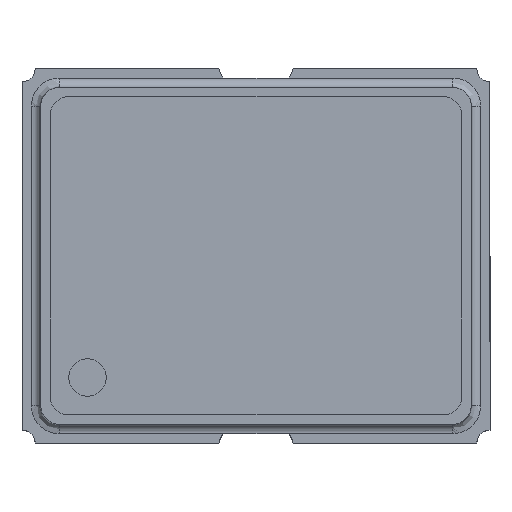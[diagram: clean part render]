
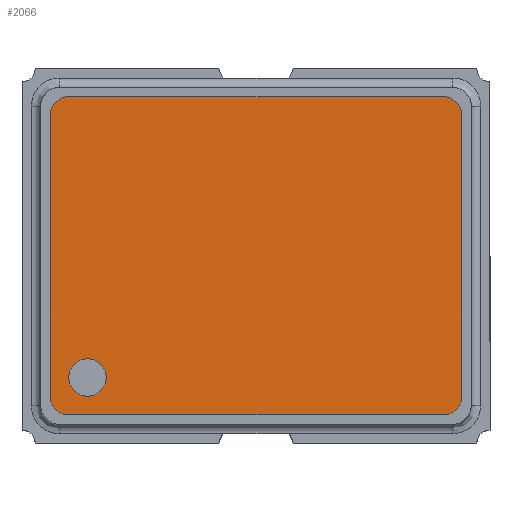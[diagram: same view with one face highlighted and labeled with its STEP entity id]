
A CAD part, top view. The second image highlights one B-rep face of the part: STEP entity #2066.
In plain terms, the highlighted planar face has unit normal (0, 0, 1).
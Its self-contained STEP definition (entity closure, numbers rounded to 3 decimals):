
#5 = DIRECTION ( 'NONE',  ( -1., 0., 0. ) ) ;
#88 = ORIENTED_EDGE ( 'NONE', *, *, #491, .T. ) ;
#89 = CARTESIAN_POINT ( 'NONE',  ( 1., -0.85, 0.95 ) ) ;
#140 = PLANE ( 'NONE',  #2002 ) ;
#212 = DIRECTION ( 'NONE',  ( 0., 0., 1. ) ) ;
#214 = VERTEX_POINT ( 'NONE', #602 ) ;
#217 = EDGE_CURVE ( 'NONE', #2720, #242, #550, .T. ) ;
#242 = VERTEX_POINT ( 'NONE', #473 ) ;
#313 = VERTEX_POINT ( 'NONE', #352 ) ;
#333 = CARTESIAN_POINT ( 'NONE',  ( 1.1, -0.75, 0.95 ) ) ;
#352 = CARTESIAN_POINT ( 'NONE',  ( -1.1, -0.75, 0.95 ) ) ;
#355 = DIRECTION ( 'NONE',  ( 0., 0., 1. ) ) ;
#371 = EDGE_CURVE ( 'NONE', #214, #2720, #2215, .T. ) ;
#387 = DIRECTION ( 'NONE',  ( 0., 0., -1. ) ) ;
#391 = EDGE_CURVE ( 'NONE', #242, #313, #2062, .T. ) ;
#409 = CARTESIAN_POINT ( 'NONE',  ( -1., 0.85, 0.95 ) ) ;
#466 = CARTESIAN_POINT ( 'NONE',  ( -1., -0.65, 0.95 ) ) ;
#473 = CARTESIAN_POINT ( 'NONE',  ( -1.1, 0.75, 0.95 ) ) ;
#491 = EDGE_CURVE ( 'NONE', #2490, #2243, #1462, .T. ) ;
#496 = CARTESIAN_POINT ( 'NONE',  ( 1., -0.75, 0.95 ) ) ;
#505 = AXIS2_PLACEMENT_3D ( 'NONE', #1605, #355, #1152 ) ;
#543 = DIRECTION ( 'NONE',  ( 1., 0., 0. ) ) ;
#550 = CIRCLE ( 'NONE', #1594, 0.1 ) ;
#551 = EDGE_LOOP ( 'NONE', ( #2075, #1059 ) ) ;
#602 = CARTESIAN_POINT ( 'NONE',  ( 1., 0.85, 0.95 ) ) ;
#607 = VECTOR ( 'NONE', #2454, 1000. ) ;
#615 = CARTESIAN_POINT ( 'NONE',  ( -1., -0.75, 0.95 ) ) ;
#681 = EDGE_CURVE ( 'NONE', #1708, #2490, #1493, .T. ) ;
#721 = CARTESIAN_POINT ( 'NONE',  ( -0.9, -0.65, 0.95 ) ) ;
#734 = CIRCLE ( 'NONE', #2262, 0.1 ) ;
#755 = ORIENTED_EDGE ( 'NONE', *, *, #2402, .T. ) ;
#761 = DIRECTION ( 'NONE',  ( 0., 0., -1. ) ) ;
#786 = AXIS2_PLACEMENT_3D ( 'NONE', #721, #761, #543 ) ;
#790 = DIRECTION ( 'NONE',  ( 1., 0., 0. ) ) ;
#902 = EDGE_CURVE ( 'NONE', #313, #1708, #2390, .T. ) ;
#974 = CARTESIAN_POINT ( 'NONE',  ( -1., 0.85, 0.95 ) ) ;
#1059 = ORIENTED_EDGE ( 'NONE', *, *, #1565, .T. ) ;
#1088 = CARTESIAN_POINT ( 'NONE',  ( -0.8, -0.65, 0.95 ) ) ;
#1152 = DIRECTION ( 'NONE',  ( -1., 0., 0. ) ) ;
#1204 = VECTOR ( 'NONE', #1219, 1000. ) ;
#1219 = DIRECTION ( 'NONE',  ( 0., -1., 0. ) ) ;
#1265 = CIRCLE ( 'NONE', #786, 0.1 ) ;
#1274 = EDGE_LOOP ( 'NONE', ( #2723, #2184, #2428, #1507, #88, #1723, #755, #1656 ) ) ;
#1290 = DIRECTION ( 'NONE',  ( 0., 0., 1. ) ) ;
#1462 = CIRCLE ( 'NONE', #2604, 0.1 ) ;
#1479 = DIRECTION ( 'NONE',  ( 1., 0., 0. ) ) ;
#1493 = LINE ( 'NONE', #1928, #2074 ) ;
#1506 = VECTOR ( 'NONE', #5, 1000. ) ;
#1507 = ORIENTED_EDGE ( 'NONE', *, *, #681, .T. ) ;
#1527 = CARTESIAN_POINT ( 'NONE',  ( 1., 0.75, 0.95 ) ) ;
#1565 = EDGE_CURVE ( 'NONE', #1673, #2414, #734, .T. ) ;
#1594 = AXIS2_PLACEMENT_3D ( 'NONE', #2091, #212, #2377 ) ;
#1605 = CARTESIAN_POINT ( 'NONE',  ( -1., -0.75, 0.95 ) ) ;
#1656 = ORIENTED_EDGE ( 'NONE', *, *, #371, .T. ) ;
#1673 = VERTEX_POINT ( 'NONE', #466 ) ;
#1700 = DIRECTION ( 'NONE',  ( -1., 0., 0. ) ) ;
#1708 = VERTEX_POINT ( 'NONE', #2183 ) ;
#1723 = ORIENTED_EDGE ( 'NONE', *, *, #2515, .T. ) ;
#1754 = DIRECTION ( 'NONE',  ( -1., 0., 0. ) ) ;
#1783 = LINE ( 'NONE', #333, #607 ) ;
#1787 = CARTESIAN_POINT ( 'NONE',  ( -0.9, -0.65, 0.95 ) ) ;
#1805 = FACE_OUTER_BOUND ( 'NONE', #1274, .T. ) ;
#1827 = VERTEX_POINT ( 'NONE', #2710 ) ;
#1889 = CARTESIAN_POINT ( 'NONE',  ( -1.1, -0.75, 0.95 ) ) ;
#1928 = CARTESIAN_POINT ( 'NONE',  ( -1., -0.85, 0.95 ) ) ;
#1980 = FACE_BOUND ( 'NONE', #551, .T. ) ;
#2002 = AXIS2_PLACEMENT_3D ( 'NONE', #615, #2311, #790 ) ;
#2062 = LINE ( 'NONE', #1889, #1204 ) ;
#2066 = ADVANCED_FACE ( 'NONE', ( #1805, #1980 ), #140, .T. ) ;
#2074 = VECTOR ( 'NONE', #1479, 1000. ) ;
#2075 = ORIENTED_EDGE ( 'NONE', *, *, #2284, .T. ) ;
#2091 = CARTESIAN_POINT ( 'NONE',  ( -1., 0.75, 0.95 ) ) ;
#2094 = CIRCLE ( 'NONE', #2445, 0.1 ) ;
#2126 = CARTESIAN_POINT ( 'NONE',  ( 1.1, -0.75, 0.95 ) ) ;
#2182 = DIRECTION ( 'NONE',  ( 0., 0., 1. ) ) ;
#2183 = CARTESIAN_POINT ( 'NONE',  ( -1., -0.85, 0.95 ) ) ;
#2184 = ORIENTED_EDGE ( 'NONE', *, *, #391, .T. ) ;
#2215 = LINE ( 'NONE', #974, #1506 ) ;
#2243 = VERTEX_POINT ( 'NONE', #2126 ) ;
#2252 = DIRECTION ( 'NONE',  ( 1., 0., 0. ) ) ;
#2262 = AXIS2_PLACEMENT_3D ( 'NONE', #1787, #387, #2252 ) ;
#2284 = EDGE_CURVE ( 'NONE', #2414, #1673, #1265, .T. ) ;
#2311 = DIRECTION ( 'NONE',  ( 0., 0., 1. ) ) ;
#2377 = DIRECTION ( 'NONE',  ( -1., 0., 0. ) ) ;
#2390 = CIRCLE ( 'NONE', #505, 0.1 ) ;
#2402 = EDGE_CURVE ( 'NONE', #1827, #214, #2094, .T. ) ;
#2414 = VERTEX_POINT ( 'NONE', #1088 ) ;
#2428 = ORIENTED_EDGE ( 'NONE', *, *, #902, .T. ) ;
#2445 = AXIS2_PLACEMENT_3D ( 'NONE', #1527, #2182, #1700 ) ;
#2454 = DIRECTION ( 'NONE',  ( 0., 1., 0. ) ) ;
#2490 = VERTEX_POINT ( 'NONE', #89 ) ;
#2515 = EDGE_CURVE ( 'NONE', #2243, #1827, #1783, .T. ) ;
#2604 = AXIS2_PLACEMENT_3D ( 'NONE', #496, #1290, #1754 ) ;
#2710 = CARTESIAN_POINT ( 'NONE',  ( 1.1, 0.75, 0.95 ) ) ;
#2720 = VERTEX_POINT ( 'NONE', #409 ) ;
#2723 = ORIENTED_EDGE ( 'NONE', *, *, #217, .T. ) ;
